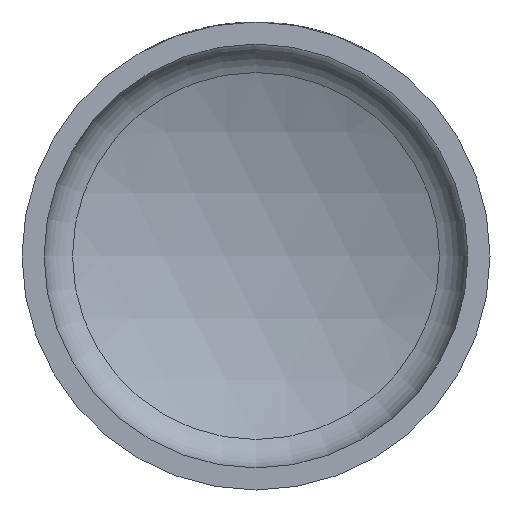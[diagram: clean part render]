
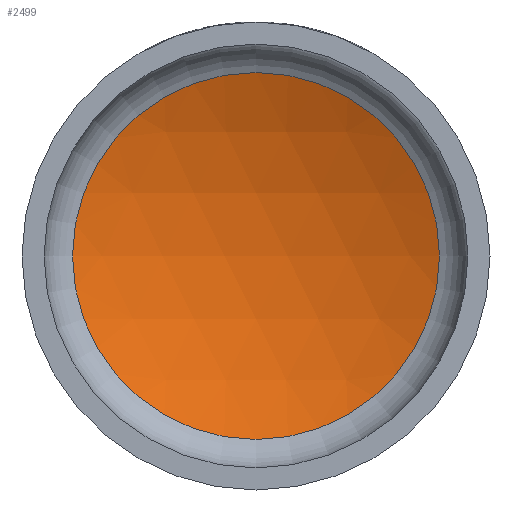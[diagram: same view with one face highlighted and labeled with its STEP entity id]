
A CAD part, front view. The second image highlights one B-rep face of the part: STEP entity #2499.
In plain terms, the highlighted spherical face has radius 42.4 mm.
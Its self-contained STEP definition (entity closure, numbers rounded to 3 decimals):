
#2264 = DIRECTION ( 'NONE',  ( 0., 0., 1. ) ) ;
#2499 = ADVANCED_FACE ( 'NONE', ( #10497 ), #10310, .F. ) ;
#2647 = AXIS2_PLACEMENT_3D ( 'NONE', #9033, #5480, #15219 ) ;
#4862 = EDGE_LOOP ( 'NONE', ( #7277 ) ) ;
#5480 = DIRECTION ( 'NONE',  ( 0., -1., 0. ) ) ;
#7264 = EDGE_CURVE ( 'NONE', #10999, #10999, #14007, .T. ) ;
#7277 = ORIENTED_EDGE ( 'NONE', *, *, #7264, .T. ) ;
#8152 = DIRECTION ( 'NONE',  ( 1., 0., 0. ) ) ;
#9033 = CARTESIAN_POINT ( 'NONE',  ( 0., 13.901, 0. ) ) ;
#10310 = SPHERICAL_SURFACE ( 'NONE', #11304, 42.4 ) ;
#10497 = FACE_OUTER_BOUND ( 'NONE', #4862, .T. ) ;
#10706 = CARTESIAN_POINT ( 'NONE',  ( 0., -25.105, 0. ) ) ;
#10999 = VERTEX_POINT ( 'NONE', #12260 ) ;
#11304 = AXIS2_PLACEMENT_3D ( 'NONE', #10706, #2264, #8152 ) ;
#12260 = CARTESIAN_POINT ( 'NONE',  ( 0., 13.901, -16.622 ) ) ;
#14007 = CIRCLE ( 'NONE', #2647, 16.622 ) ;
#15219 = DIRECTION ( 'NONE',  ( 0., 0., -1. ) ) ;
